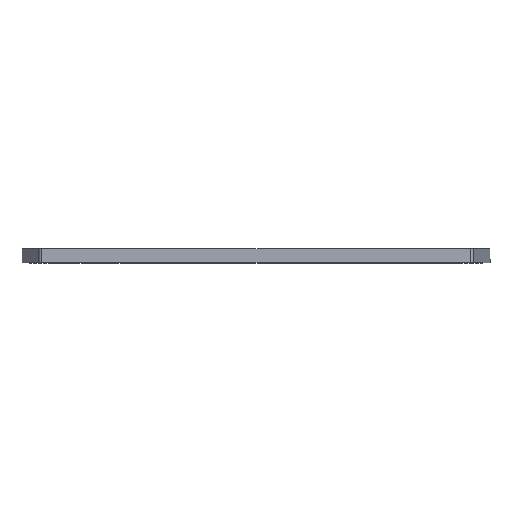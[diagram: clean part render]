
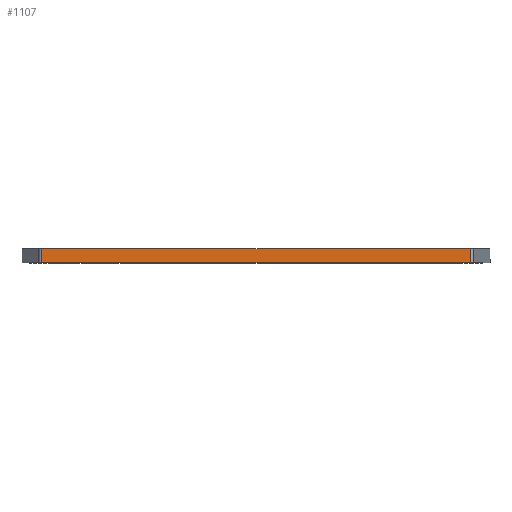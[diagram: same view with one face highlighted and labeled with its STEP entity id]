
A CAD part, top view. The second image highlights one B-rep face of the part: STEP entity #1107.
In plain terms, the highlighted planar face has unit normal (0, 0, 1).
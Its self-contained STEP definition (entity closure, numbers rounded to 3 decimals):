
#56 = PLANE ( 'NONE',  #335 ) ;
#61 = CARTESIAN_POINT ( 'NONE',  ( 0., -22.775, 15.25 ) ) ;
#116 = VERTEX_POINT ( 'NONE', #547 ) ;
#125 = DIRECTION ( 'NONE',  ( 0., -1., 0. ) ) ;
#136 = LINE ( 'NONE', #769, #550 ) ;
#233 = DIRECTION ( 'NONE',  ( 0., 0., -1. ) ) ;
#238 = VERTEX_POINT ( 'NONE', #887 ) ;
#255 = VECTOR ( 'NONE', #1071, 1000. ) ;
#305 = DIRECTION ( 'NONE',  ( 0., -1., 0. ) ) ;
#335 = AXIS2_PLACEMENT_3D ( 'NONE', #1129, #233, #305 ) ;
#344 = ORIENTED_EDGE ( 'NONE', *, *, #732, .T. ) ;
#394 = FACE_OUTER_BOUND ( 'NONE', #1117, .T. ) ;
#415 = VERTEX_POINT ( 'NONE', #602 ) ;
#436 = VECTOR ( 'NONE', #1056, 1000. ) ;
#444 = EDGE_CURVE ( 'NONE', #116, #238, #607, .T. ) ;
#542 = EDGE_CURVE ( 'NONE', #415, #1057, #713, .T. ) ;
#547 = CARTESIAN_POINT ( 'NONE',  ( 1.5, 22.775, 15.25 ) ) ;
#550 = VECTOR ( 'NONE', #559, 1000. ) ;
#556 = ORIENTED_EDGE ( 'NONE', *, *, #542, .F. ) ;
#559 = DIRECTION ( 'NONE',  ( 0., -1., 0. ) ) ;
#602 = CARTESIAN_POINT ( 'NONE',  ( 1.5, -22.775, 15.25 ) ) ;
#607 = LINE ( 'NONE', #1141, #436 ) ;
#673 = LINE ( 'NONE', #916, #1017 ) ;
#709 = ORIENTED_EDGE ( 'NONE', *, *, #721, .F. ) ;
#713 = LINE ( 'NONE', #816, #255 ) ;
#721 = EDGE_CURVE ( 'NONE', #116, #415, #136, .T. ) ;
#732 = EDGE_CURVE ( 'NONE', #238, #1057, #673, .T. ) ;
#769 = CARTESIAN_POINT ( 'NONE',  ( 1.5, 22.592, 15.25 ) ) ;
#816 = CARTESIAN_POINT ( 'NONE',  ( 1.5, -22.775, 15.25 ) ) ;
#821 = ORIENTED_EDGE ( 'NONE', *, *, #444, .T. ) ;
#887 = CARTESIAN_POINT ( 'NONE',  ( 0., 22.775, 15.25 ) ) ;
#916 = CARTESIAN_POINT ( 'NONE',  ( 0., 22.592, 15.25 ) ) ;
#1017 = VECTOR ( 'NONE', #125, 1000. ) ;
#1056 = DIRECTION ( 'NONE',  ( -1., 0., 0. ) ) ;
#1057 = VERTEX_POINT ( 'NONE', #61 ) ;
#1071 = DIRECTION ( 'NONE',  ( -1., 0., 0. ) ) ;
#1107 = ADVANCED_FACE ( 'NONE', ( #394 ), #56, .F. ) ;
#1117 = EDGE_LOOP ( 'NONE', ( #344, #556, #709, #821 ) ) ;
#1129 = CARTESIAN_POINT ( 'NONE',  ( 1.5, 22.592, 15.25 ) ) ;
#1141 = CARTESIAN_POINT ( 'NONE',  ( 1.5, 22.775, 15.25 ) ) ;
